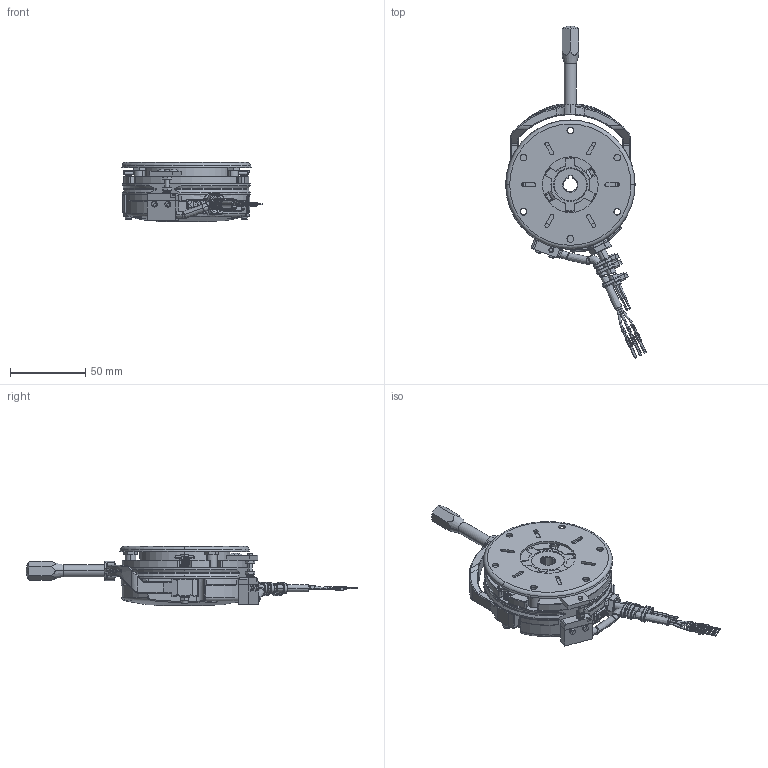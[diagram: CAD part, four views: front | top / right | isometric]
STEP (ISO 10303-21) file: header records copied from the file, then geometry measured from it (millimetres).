
FILE_DESCRIPTION (( 'STEP AP214' ), '1' );
FILE_NAME ('dr_bk_0238-hmr_mu.STEP', '2021-11-29T09:26:13', ( '' ), ( '' ), 'SwSTEP 2.0', 'SolidWorks 2019', '' );
FILE_SCHEMA (( 'AUTOMOTIVE_DESIGN' ));
Length unit declared in the file: millimetre
Products named in the file (9): 10068353_000; 10068345_000; 10068354_000; dr_bk_0238-hmr_mu; 10068348_000; 10069424_000; 10068356_000; 10068358_000; 10068347_000
Assembly tree (10 placements, depth 2):
  dr_bk_0238-hmr_mu
    10068354_000
    10068358_000
    10068345_000  x3
    10068348_000
    10068347_000
    10068356_000
    10068353_000
    10069424_000
Bounding box: 93.6 x 220.63 x 39.25 mm (x, y, z)
Volume: 185624.3 mm3; surface area: 73105.8 mm2
Topology: 42 solids, 42 shells, 2381 faces, 5941 edges, 3645 vertices
Faces by surface type: plane 835, cylinder 825, bspline 312, cone 184, torus 165, sphere 60
Entity records: 105138 total; most frequent: CARTESIAN_POINT 31189, ORIENTED_EDGE 11544, DIRECTION 10642, EDGE_CURVE 5772, AXIS2_PLACEMENT_3D 4047, VERTEX_POINT 3567, VECTOR 2548, LINE 2548
